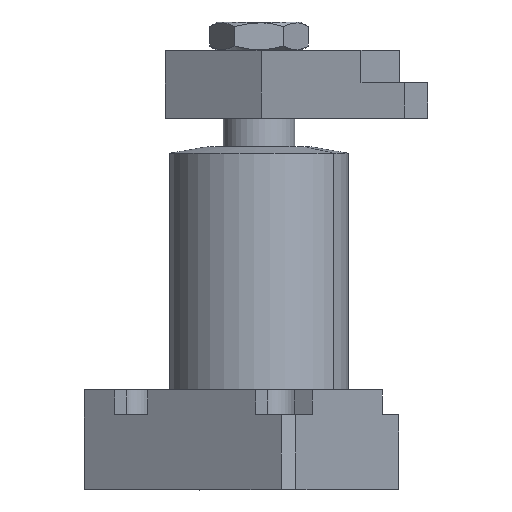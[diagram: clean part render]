
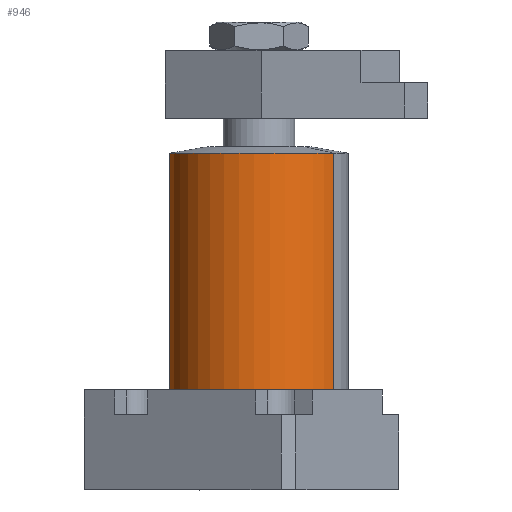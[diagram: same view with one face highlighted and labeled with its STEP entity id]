
A CAD part, top view. The second image highlights one B-rep face of the part: STEP entity #946.
In plain terms, the highlighted cylindrical face has radius 25 mm (diameter 50 mm), a partial arc.
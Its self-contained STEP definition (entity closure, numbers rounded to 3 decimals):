
#160 = CIRCLE ( 'NONE', #13147, 25. ) ;
#313 = ORIENTED_EDGE ( 'NONE', *, *, #10618, .F. ) ;
#399 = VERTEX_POINT ( 'NONE', #7134 ) ;
#946 = ADVANCED_FACE ( 'NONE', ( #14881 ), #14054, .T. ) ;
#1657 = EDGE_CURVE ( 'NONE', #14506, #16578, #160, .T. ) ;
#2367 = AXIS2_PLACEMENT_3D ( 'NONE', #4462, #13765, #5805 ) ;
#2763 = EDGE_LOOP ( 'NONE', ( #313, #11509, #11712, #5507 ) ) ;
#3230 = LINE ( 'NONE', #13907, #7175 ) ;
#4196 = CIRCLE ( 'NONE', #2367, 25. ) ;
#4462 = CARTESIAN_POINT ( 'NONE',  ( 0., 0., 68. ) ) ;
#4722 = DIRECTION ( 'NONE',  ( -1., 0., 0. ) ) ;
#5507 = ORIENTED_EDGE ( 'NONE', *, *, #1657, .F. ) ;
#5805 = DIRECTION ( 'NONE',  ( 1., 0., 0. ) ) ;
#6009 = DIRECTION ( 'NONE',  ( 0., 0., -1. ) ) ;
#6226 = CARTESIAN_POINT ( 'NONE',  ( 0., 0., 1.763 ) ) ;
#6885 = CARTESIAN_POINT ( 'NONE',  ( -25., 0., 68. ) ) ;
#7134 = CARTESIAN_POINT ( 'NONE',  ( 25., 0., 68. ) ) ;
#7175 = VECTOR ( 'NONE', #6009, 1000. ) ;
#7358 = DIRECTION ( 'NONE',  ( 0., 0., -1. ) ) ;
#7558 = DIRECTION ( 'NONE',  ( 1., 0., 0. ) ) ;
#7709 = CARTESIAN_POINT ( 'NONE',  ( -25., 0., 68. ) ) ;
#9904 = CARTESIAN_POINT ( 'NONE',  ( -25., 0., 1.763 ) ) ;
#10074 = VECTOR ( 'NONE', #14829, 1000. ) ;
#10618 = EDGE_CURVE ( 'NONE', #399, #14506, #3230, .T. ) ;
#11509 = ORIENTED_EDGE ( 'NONE', *, *, #15222, .F. ) ;
#11712 = ORIENTED_EDGE ( 'NONE', *, *, #12303, .T. ) ;
#12303 = EDGE_CURVE ( 'NONE', #15406, #16578, #16744, .T. ) ;
#13147 = AXIS2_PLACEMENT_3D ( 'NONE', #6226, #15507, #7558 ) ;
#13765 = DIRECTION ( 'NONE',  ( 0., 0., 1. ) ) ;
#13907 = CARTESIAN_POINT ( 'NONE',  ( 25., 0., 68. ) ) ;
#14054 = CYLINDRICAL_SURFACE ( 'NONE', #16804, 25. ) ;
#14506 = VERTEX_POINT ( 'NONE', #15922 ) ;
#14829 = DIRECTION ( 'NONE',  ( 0., 0., -1. ) ) ;
#14881 = FACE_OUTER_BOUND ( 'NONE', #2763, .T. ) ;
#15222 = EDGE_CURVE ( 'NONE', #15406, #399, #4196, .T. ) ;
#15406 = VERTEX_POINT ( 'NONE', #7709 ) ;
#15507 = DIRECTION ( 'NONE',  ( 0., 0., -1. ) ) ;
#15922 = CARTESIAN_POINT ( 'NONE',  ( 25., 0., 1.763 ) ) ;
#16578 = VERTEX_POINT ( 'NONE', #9904 ) ;
#16706 = CARTESIAN_POINT ( 'NONE',  ( 0., 0., 68. ) ) ;
#16744 = LINE ( 'NONE', #6885, #10074 ) ;
#16804 = AXIS2_PLACEMENT_3D ( 'NONE', #16706, #7358, #4722 ) ;
